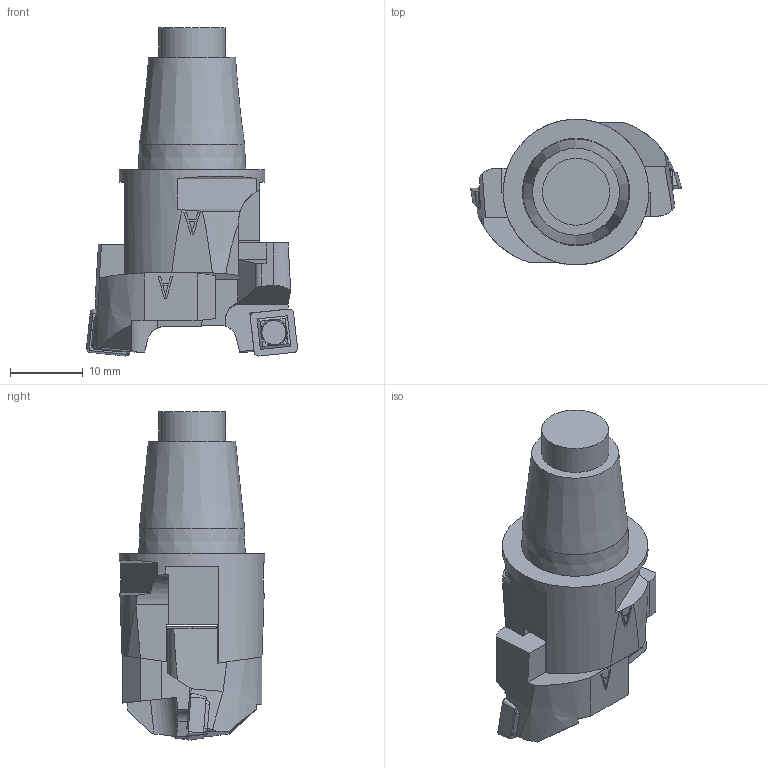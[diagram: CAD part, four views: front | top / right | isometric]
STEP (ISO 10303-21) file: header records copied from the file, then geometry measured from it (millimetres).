
FILE_DESCRIPTION(/* description */ (''),/* implementation_level */ '2;1');
FILE_NAME(/* name */ '1566818298766.stp',/* time_stamp */ '2019-08-26T13:18:25+02:00',/* author */ (''),/* organization */ ('SMS'),/* preprocessor_version */ 'ST-DEVELOPER v16.7',/* originating_system */ 'SIEMENS PLM Software NX 12.0',/* authorisation */ '');
FILE_SCHEMA (('AUTOMOTIVE_DESIGN { 1 0 10303 214 3 1 1 1 }'));
Length unit declared in the file: millimetre
Products named in the file (10): ASSEMBLY_CONSTRUCTION; 201028464mod000_00; 201011659mod000_00; 201028423mod000_00; 200948219mod000_01; 201028506mod000_01; 201028441mod000_01; 201087807mod000_01
Assembly tree (10 placements, depth 3):
  201087807mod000_01
    201028441mod000_01
      201028423mod000_00
      201011659mod000_00
      ASSEMBLY_CONSTRUCTION
    201028506mod000_01
      201028464mod000_00
      201011659mod000_00
      ASSEMBLY_CONSTRUCTION
    200948219mod000_01
    ASSEMBLY_CONSTRUCTION
Bounding box: 28.97 x 20 x 45.06 mm (x, y, z)
Volume: 8578.3 mm3; surface area: 4480.7 mm2
Topology: 5 solids, 5 shells, 271 faces, 714 edges, 493 vertices
Faces by surface type: plane 179, cone 28, torus 24, cylinder 22, extrusion 18
Full cylindrical faces by diameter (mm): 2.5 x4, 9.2 x1, 20 x1
Entity records: 7897 total; most frequent: CARTESIAN_POINT 2020, ORIENTED_EDGE 1150, DIRECTION 1061, EDGE_CURVE 575, VERTEX_POINT 406, VECTOR 355, AXIS2_PLACEMENT_3D 353, LINE 337
